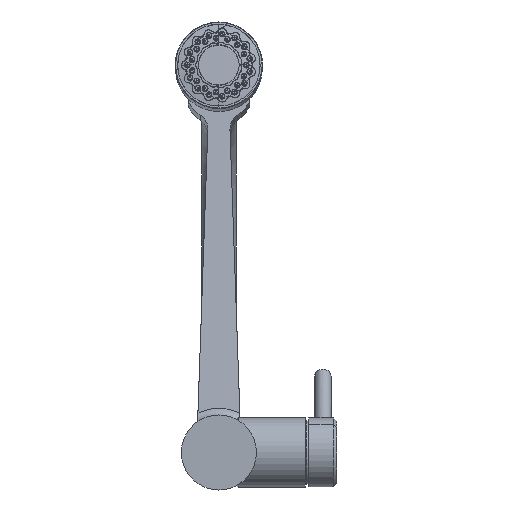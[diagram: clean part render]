
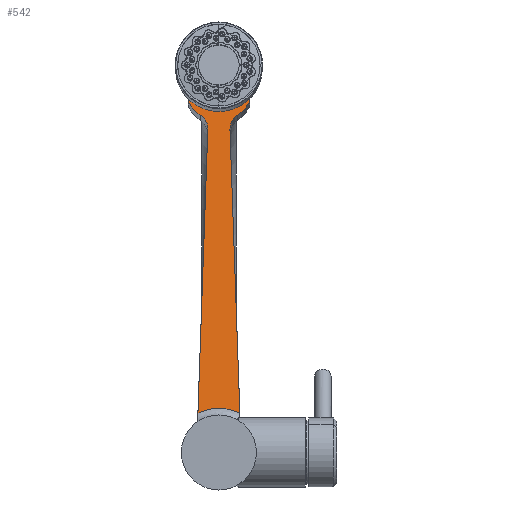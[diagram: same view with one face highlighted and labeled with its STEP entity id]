
A CAD part, front view. The second image highlights one B-rep face of the part: STEP entity #542.
In plain terms, the highlighted planar face has unit normal (0, -0.99, 0.139).
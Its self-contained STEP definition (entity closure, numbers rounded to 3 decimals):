
#542=ADVANCED_FACE('',(#1646),#1647,.T.);
#1646=FACE_OUTER_BOUND('',#3008,.T.);
#1647=PLANE('',#3009);
#3008=EDGE_LOOP('',(#7003,#7004,#7005,#7006,#7007,#7008,#7009,#7010,#7011,#7012,#7013,#7014));
#3009=AXIS2_PLACEMENT_3D('',#7015,#7016,#7017);
#7003=ORIENTED_EDGE('',*,*,#9894,.F.);
#7004=ORIENTED_EDGE('',*,*,#9895,.F.);
#7005=ORIENTED_EDGE('',*,*,#9896,.F.);
#7006=ORIENTED_EDGE('',*,*,#9897,.T.);
#7007=ORIENTED_EDGE('',*,*,#9898,.T.);
#7008=ORIENTED_EDGE('',*,*,#9899,.F.);
#7009=ORIENTED_EDGE('',*,*,#9900,.F.);
#7010=ORIENTED_EDGE('',*,*,#9901,.T.);
#7011=ORIENTED_EDGE('',*,*,#9902,.F.);
#7012=ORIENTED_EDGE('',*,*,#9893,.F.);
#7013=ORIENTED_EDGE('',*,*,#9890,.F.);
#7014=ORIENTED_EDGE('',*,*,#9903,.F.);
#7015=CARTESIAN_POINT('',(-20.91,220.112,244.015));
#7016=DIRECTION('',(0.0,-0.99,0.139));
#7017=DIRECTION('',(-1.0,0.0,0.0));
#9890=EDGE_CURVE('',#12159,#12161,#12162,.T.);
#9893=EDGE_CURVE('',#12161,#12164,#12166,.T.);
#9894=EDGE_CURVE('',#12167,#12168,#12169,.T.);
#9895=EDGE_CURVE('',#12170,#12167,#12171,.T.);
#9896=EDGE_CURVE('',#12172,#12170,#12173,.T.);
#9897=EDGE_CURVE('',#12172,#12174,#12175,.T.);
#9898=EDGE_CURVE('',#12174,#12176,#12177,.T.);
#9899=EDGE_CURVE('',#12178,#12176,#12179,.T.);
#9900=EDGE_CURVE('',#12180,#12178,#12181,.T.);
#9901=EDGE_CURVE('',#12180,#12182,#12183,.T.);
#9902=EDGE_CURVE('',#12164,#12182,#12184,.T.);
#9903=EDGE_CURVE('',#12168,#12159,#12185,.T.);
#12159=VERTEX_POINT('',#20680);
#12161=VERTEX_POINT('',#20683);
#12162=LINE('',#20684,#20685);
#12164=VERTEX_POINT('',#20688);
#12166=CIRCLE('',#20691,2.0);
#12167=VERTEX_POINT('',#20692);
#12168=VERTEX_POINT('',#20693);
#12169=LINE('',#20694,#20695);
#12170=VERTEX_POINT('',#20696);
#12171=CIRCLE('',#20697,2.0);
#12172=VERTEX_POINT('',#20698);
#12173=CIRCLE('',#20699,20.5);
#12174=VERTEX_POINT('',#20700);
#12175=B_SPLINE_CURVE_WITH_KNOTS('',3,(#20701,#20702,#20703,#20704,#20705,#20706,#20707,#20708,#20709,#20710,#20711,#20712,#20713,#20714,#20715,#20716),.UNSPECIFIED.,.F.,.F.,(4,1,1,1,1,1,1,1,1,1,1,1,1,4),(0.0,0.077,0.154,0.231,0.308,0.385,0.462,0.538,0.615,0.692,0.769,0.846,0.923,1.0),.UNSPECIFIED.);
#12176=VERTEX_POINT('',#20717);
#12177=B_SPLINE_CURVE_WITH_KNOTS('',3,(#20718,#20719,#20720,#20721,#20722,#20723),.UNSPECIFIED.,.F.,.F.,(4,1,1,4),(0.0,0.333,0.667,1.0),.UNSPECIFIED.);
#12178=VERTEX_POINT('',#20724);
#12179=B_SPLINE_CURVE_WITH_KNOTS('',3,(#20725,#20726,#20727,#20728,#20729,#20730,#20731,#20732,#20733,#20734,#20735,#20736,#20737,#20738,#20739,#20740,#20741,#20742,#20743),.UNSPECIFIED.,.F.,.F.,(4,1,1,1,1,1,1,1,1,1,1,1,1,1,1,1,4),(0.0,0.063,0.125,0.188,0.25,0.313,0.375,0.438,0.5,0.563,0.625,0.688,0.75,0.813,0.875,0.938,1.0),.UNSPECIFIED.);
#12180=VERTEX_POINT('',#20744);
#12181=B_SPLINE_CURVE_WITH_KNOTS('',3,(#20745,#20746,#20747,#20748,#20749,#20750),.UNSPECIFIED.,.F.,.F.,(4,1,1,4),(0.0,0.333,0.667,1.0),.UNSPECIFIED.);
#12182=VERTEX_POINT('',#20751);
#12183=B_SPLINE_CURVE_WITH_KNOTS('',3,(#20752,#20753,#20754,#20755,#20756,#20757,#20758,#20759,#20760,#20761,#20762,#20763,#20764,#20765,#20766,#20767),.UNSPECIFIED.,.F.,.F.,(4,1,1,1,1,1,1,1,1,1,1,1,1,4),(0.0,0.077,0.154,0.231,0.308,0.385,0.462,0.538,0.615,0.692,0.769,0.846,0.923,1.0),.UNSPECIFIED.);
#12184=CIRCLE('',#20768,20.5);
#12185=CIRCLE('',#20769,14.1);
#20680=CARTESIAN_POINT('',(13.25,216.274,216.705));
#20683=CARTESIAN_POINT('',(17.282,216.07,215.252));
#20684=CARTESIAN_POINT('',(13.25,216.274,216.705));
#20685=VECTOR('',#26117,4.292);
#20688=CARTESIAN_POINT('',(18.393,215.685,212.516));
#20691=AXIS2_PLACEMENT_3D('',#26120,#26121,#26122);
#20692=CARTESIAN_POINT('',(-17.282,216.07,215.252));
#20693=CARTESIAN_POINT('',(-13.25,216.274,216.705));
#20694=CARTESIAN_POINT('',(-17.282,216.07,215.252));
#20695=VECTOR('',#26123,4.292);
#20696=CARTESIAN_POINT('',(-18.393,215.685,212.516));
#20697=AXIS2_PLACEMENT_3D('',#26124,#26125,#26126);
#20698=CARTESIAN_POINT('',(-11.22,214.558,204.492));
#20699=AXIS2_PLACEMENT_3D('',#26127,#26128,#26129);
#20700=CARTESIAN_POINT('',(-6.707,213.345,195.864));
#20701=CARTESIAN_POINT('',(-11.22,214.558,204.492));
#20702=CARTESIAN_POINT('',(-11.004,214.538,204.351));
#20703=CARTESIAN_POINT('',(-10.586,214.497,204.059));
#20704=CARTESIAN_POINT('',(-9.986,214.427,203.561));
#20705=CARTESIAN_POINT('',(-9.424,214.35,203.017));
#20706=CARTESIAN_POINT('',(-8.903,214.267,202.425));
#20707=CARTESIAN_POINT('',(-8.431,214.178,201.792));
#20708=CARTESIAN_POINT('',(-8.012,214.085,201.128));
#20709=CARTESIAN_POINT('',(-7.646,213.987,200.43));
#20710=CARTESIAN_POINT('',(-7.338,213.885,199.709));
#20711=CARTESIAN_POINT('',(-7.088,213.781,198.965));
#20712=CARTESIAN_POINT('',(-6.899,213.674,198.202));
#20713=CARTESIAN_POINT('',(-6.77,213.565,197.429));
#20714=CARTESIAN_POINT('',(-6.707,213.455,196.647));
#20715=CARTESIAN_POINT('',(-6.698,213.382,196.126));
#20716=CARTESIAN_POINT('',(-6.707,213.345,195.864));
#20717=CARTESIAN_POINT('',(-12.716,189.146,23.682));
#20718=CARTESIAN_POINT('',(-6.707,213.345,195.864));
#20719=CARTESIAN_POINT('',(-7.37,210.677,176.882));
#20720=CARTESIAN_POINT('',(-8.694,205.328,138.817));
#20721=CARTESIAN_POINT('',(-10.7,197.261,81.423));
#20722=CARTESIAN_POINT('',(-12.043,191.856,42.962));
#20723=CARTESIAN_POINT('',(-12.716,189.146,23.682));
#20724=CARTESIAN_POINT('',(12.716,189.146,23.681));
#20725=CARTESIAN_POINT('',(12.716,189.146,23.681));
#20726=CARTESIAN_POINT('',(12.22,189.182,23.939));
#20727=CARTESIAN_POINT('',(11.213,189.251,24.423));
#20728=CARTESIAN_POINT('',(9.657,189.34,25.061));
#20729=CARTESIAN_POINT('',(8.071,189.416,25.603));
#20730=CARTESIAN_POINT('',(6.465,189.479,26.047));
#20731=CARTESIAN_POINT('',(4.851,189.527,26.392));
#20732=CARTESIAN_POINT('',(3.242,189.562,26.636));
#20733=CARTESIAN_POINT('',(1.638,189.582,26.782));
#20734=CARTESIAN_POINT('',(0.033,189.589,26.831));
#20735=CARTESIAN_POINT('',(-1.578,189.582,26.782));
#20736=CARTESIAN_POINT('',(-3.195,189.561,26.635));
#20737=CARTESIAN_POINT('',(-4.82,189.527,26.39));
#20738=CARTESIAN_POINT('',(-6.449,189.478,26.044));
#20739=CARTESIAN_POINT('',(-8.068,189.416,25.598));
#20740=CARTESIAN_POINT('',(-9.663,189.339,25.055));
#20741=CARTESIAN_POINT('',(-11.221,189.25,24.419));
#20742=CARTESIAN_POINT('',(-12.223,189.182,23.937));
#20743=CARTESIAN_POINT('',(-12.716,189.146,23.682));
#20744=CARTESIAN_POINT('',(6.707,213.345,195.864));
#20745=CARTESIAN_POINT('',(6.707,213.345,195.864));
#20746=CARTESIAN_POINT('',(7.37,210.677,176.88));
#20747=CARTESIAN_POINT('',(8.694,205.327,138.813));
#20748=CARTESIAN_POINT('',(10.7,197.261,81.419));
#20749=CARTESIAN_POINT('',(12.043,191.856,42.96));
#20750=CARTESIAN_POINT('',(12.716,189.146,23.681));
#20751=CARTESIAN_POINT('',(11.223,214.558,204.493));
#20752=CARTESIAN_POINT('',(6.707,213.345,195.864));
#20753=CARTESIAN_POINT('',(6.698,213.382,196.125));
#20754=CARTESIAN_POINT('',(6.707,213.455,196.647));
#20755=CARTESIAN_POINT('',(6.77,213.565,197.429));
#20756=CARTESIAN_POINT('',(6.899,213.674,198.202));
#20757=CARTESIAN_POINT('',(7.088,213.781,198.965));
#20758=CARTESIAN_POINT('',(7.338,213.885,199.709));
#20759=CARTESIAN_POINT('',(7.646,213.987,200.43));
#20760=CARTESIAN_POINT('',(8.012,214.085,201.128));
#20761=CARTESIAN_POINT('',(8.431,214.178,201.792));
#20762=CARTESIAN_POINT('',(8.903,214.267,202.424));
#20763=CARTESIAN_POINT('',(9.424,214.35,203.017));
#20764=CARTESIAN_POINT('',(9.986,214.427,203.561));
#20765=CARTESIAN_POINT('',(10.586,214.497,204.059));
#20766=CARTESIAN_POINT('',(11.004,214.538,204.351));
#20767=CARTESIAN_POINT('',(11.22,214.558,204.492));
#20768=AXIS2_PLACEMENT_3D('',#26130,#26131,#26132);
#20769=AXIS2_PLACEMENT_3D('',#26133,#26134,#26135);
#26117=DIRECTION('',(0.94,-0.048,-0.339));
#26120=CARTESIAN_POINT('',(16.598,215.808,213.391));
#26121=DIRECTION('',(0.,0.99,-0.139));
#26122=DIRECTION('',(0.342,0.131,0.931));
#26123=DIRECTION('',(0.94,0.048,0.339));
#26124=CARTESIAN_POINT('',(-16.598,215.808,213.391));
#26125=DIRECTION('',(0.,0.99,-0.139));
#26126=DIRECTION('',(-0.897,-0.061,-0.437));
#26127=CARTESIAN_POINT('',(0.,216.945,221.481));
#26128=DIRECTION('',(0.,0.99,-0.139));
#26129=DIRECTION('',(-0.547,-0.116,-0.829));
#26130=CARTESIAN_POINT('',(0.,216.945,221.481));
#26131=DIRECTION('',(0.,0.99,-0.139));
#26132=DIRECTION('',(0.897,-0.061,-0.437));
#26133=CARTESIAN_POINT('',(0.,216.945,221.481));
#26134=DIRECTION('',(0.,-0.99,0.139));
#26135=DIRECTION('',(-0.94,-0.048,-0.339));
